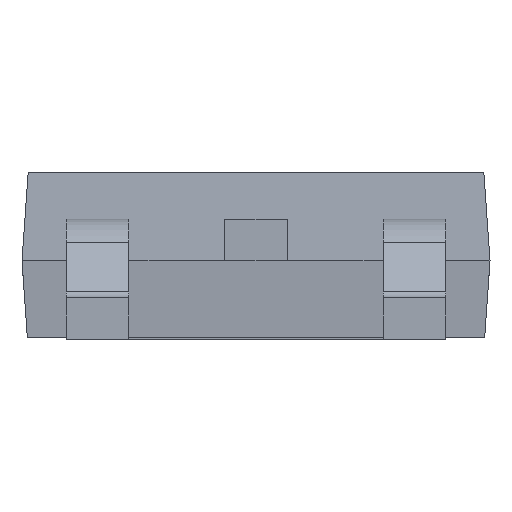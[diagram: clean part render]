
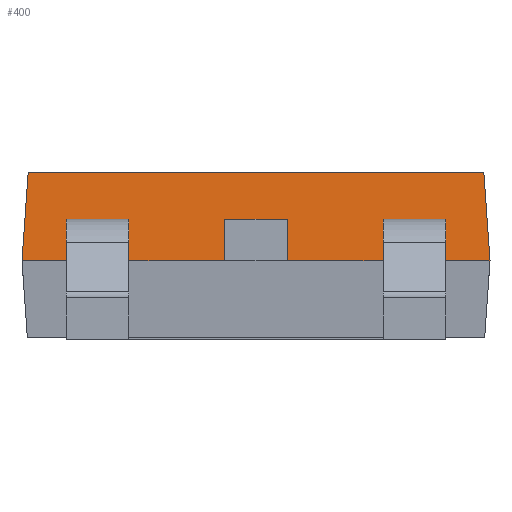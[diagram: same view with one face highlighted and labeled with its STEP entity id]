
A CAD part, front view. The second image highlights one B-rep face of the part: STEP entity #400.
In plain terms, the highlighted planar face has unit normal (0, -0.998, 0.07).
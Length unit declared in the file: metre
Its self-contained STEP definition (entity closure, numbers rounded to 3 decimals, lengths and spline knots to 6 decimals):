
#400=ADVANCED_FACE('0:210',(#939),#940,.T.);
#939=FACE_OUTER_BOUND('',#2039,.T.);
#940=PLANE('',#2040);
#2039=EDGE_LOOP('',(#4353,#4354,#4355,#4356,#4357,#4358,#4359,#4360,#4361,#4362,#4363,#4364,#4365,#4366,#4367,#4368));
#2040=AXIS2_PLACEMENT_3D('',#4369,#4370,#4371);
#4353=ORIENTED_EDGE('',*,*,#5618,.F.);
#4354=ORIENTED_EDGE('',*,*,#5614,.F.);
#4355=ORIENTED_EDGE('',*,*,#5624,.T.);
#4356=ORIENTED_EDGE('',*,*,#5737,.T.);
#4357=ORIENTED_EDGE('',*,*,#5631,.F.);
#4358=ORIENTED_EDGE('',*,*,#5644,.F.);
#4359=ORIENTED_EDGE('',*,*,#5647,.T.);
#4360=ORIENTED_EDGE('',*,*,#5735,.T.);
#4361=ORIENTED_EDGE('',*,*,#5847,.F.);
#4362=ORIENTED_EDGE('',*,*,#5518,.T.);
#4363=ORIENTED_EDGE('',*,*,#5848,.T.);
#4364=ORIENTED_EDGE('',*,*,#5741,.T.);
#4365=ORIENTED_EDGE('',*,*,#5660,.F.);
#4366=ORIENTED_EDGE('',*,*,#5673,.F.);
#4367=ORIENTED_EDGE('',*,*,#5676,.T.);
#4368=ORIENTED_EDGE('',*,*,#5739,.T.);
#4369=CARTESIAN_POINT('',(-0.003367,-0.003112,0.00113));
#4370=DIRECTION('',(0.0,-0.998,0.07));
#4371=DIRECTION('',(1.0,0.0,0.0));
#5518=EDGE_CURVE('0:630',#6380,#6388,#6390,.T.);
#5614=EDGE_CURVE('0:915',#6565,#6568,#6569,.T.);
#5618=EDGE_CURVE('0:924',#6568,#6574,#6575,.T.);
#5624=EDGE_CURVE('0:939',#6565,#6584,#6585,.T.);
#5631=EDGE_CURVE('0:957',#6594,#6597,#6598,.T.);
#5644=EDGE_CURVE('0:993',#6619,#6594,#6622,.T.);
#5647=EDGE_CURVE('0:999',#6619,#6625,#6626,.T.);
#5660=EDGE_CURVE('0:1035',#6647,#6650,#6651,.T.);
#5673=EDGE_CURVE('0:1071',#6672,#6647,#6675,.T.);
#5676=EDGE_CURVE('0:1077',#6672,#6678,#6679,.T.);
#5735=EDGE_CURVE('0:1236',#6625,#6783,#6785,.T.);
#5737=EDGE_CURVE('0:1242',#6584,#6597,#6787,.T.);
#5739=EDGE_CURVE('0:1248',#6678,#6574,#6789,.T.);
#5741=EDGE_CURVE('0:1254',#6773,#6650,#6791,.T.);
#5847=EDGE_CURVE('0:1431',#6380,#6783,#6913,.T.);
#5848=EDGE_CURVE('0:1434',#6388,#6773,#6914,.T.);
#6380=VERTEX_POINT('NONE',#8303);
#6388=VERTEX_POINT('NONE',#8313);
#6390=LINE('',#8316,#8317);
#6565=VERTEX_POINT('NONE',#9629);
#6568=VERTEX_POINT('NONE',#9633);
#6569=LINE('',#9634,#9635);
#6574=VERTEX_POINT('NONE',#9642);
#6575=LINE('',#9643,#9644);
#6584=VERTEX_POINT('NONE',#9655);
#6585=LINE('',#9656,#9657);
#6594=VERTEX_POINT('NONE',#9668);
#6597=VERTEX_POINT('NONE',#9672);
#6598=LINE('',#9673,#9674);
#6619=VERTEX_POINT('NONE',#9701);
#6622=LINE('',#9705,#9706);
#6625=VERTEX_POINT('NONE',#9710);
#6626=LINE('',#9711,#9712);
#6647=VERTEX_POINT('NONE',#9739);
#6650=VERTEX_POINT('NONE',#9743);
#6651=LINE('',#9744,#9745);
#6672=VERTEX_POINT('NONE',#9772);
#6675=LINE('',#9776,#9777);
#6678=VERTEX_POINT('NONE',#9781);
#6679=LINE('',#9782,#9783);
#6773=VERTEX_POINT('NONE',#9913);
#6783=VERTEX_POINT('NONE',#9927);
#6785=LINE('',#9930,#9931);
#6787=LINE('',#9934,#9935);
#6789=LINE('',#9938,#9939);
#6791=LINE('',#9942,#9943);
#6913=LINE('',#10122,#10123);
#6914=LINE('',#10124,#10125);
#8303=CARTESIAN_POINT('',(0.003278,-0.003023,0.0024));
#8313=CARTESIAN_POINT('',(-0.003278,-0.003023,0.0024));
#8316=CARTESIAN_POINT('',(-0.003367,-0.003023,0.0024));
#8317=VECTOR('',#12646,1.0);
#9629=CARTESIAN_POINT('',(0.00045,-0.00307,0.00173));
#9633=CARTESIAN_POINT('',(-0.00045,-0.00307,0.00173));
#9634=CARTESIAN_POINT('',(-0.00045,-0.00307,0.00173));
#9635=VECTOR('',#12703,1.0);
#9642=CARTESIAN_POINT('',(-0.00045,-0.003112,0.00113));
#9643=CARTESIAN_POINT('',(-0.00045,-0.003131,0.000862));
#9644=VECTOR('',#12706,1.);
#9655=CARTESIAN_POINT('',(0.00045,-0.003112,0.00113));
#9656=CARTESIAN_POINT('',(0.00045,-0.003131,0.000862));
#9657=VECTOR('',#12715,1.);
#9668=CARTESIAN_POINT('',(0.00183,-0.00307,0.00173));
#9672=CARTESIAN_POINT('',(0.00183,-0.003112,0.00113));
#9673=CARTESIAN_POINT('',(0.00183,-0.003131,0.000862));
#9674=VECTOR('',#12725,1.);
#9701=CARTESIAN_POINT('',(0.00273,-0.00307,0.00173));
#9705=CARTESIAN_POINT('',(0.00183,-0.00307,0.00173));
#9706=VECTOR('',#12745,1.0);
#9710=CARTESIAN_POINT('',(0.00273,-0.003112,0.00113));
#9711=CARTESIAN_POINT('',(0.00273,-0.003131,0.000862));
#9712=VECTOR('',#12747,1.);
#9739=CARTESIAN_POINT('',(-0.00273,-0.00307,0.00173));
#9743=CARTESIAN_POINT('',(-0.00273,-0.003112,0.00113));
#9744=CARTESIAN_POINT('',(-0.00273,-0.003131,0.000862));
#9745=VECTOR('',#12767,1.);
#9772=CARTESIAN_POINT('',(-0.00183,-0.00307,0.00173));
#9776=CARTESIAN_POINT('',(-0.00273,-0.00307,0.00173));
#9777=VECTOR('',#12787,1.0);
#9781=CARTESIAN_POINT('',(-0.00183,-0.003112,0.00113));
#9782=CARTESIAN_POINT('',(-0.00183,-0.003131,0.000862));
#9783=VECTOR('',#12789,1.);
#9913=CARTESIAN_POINT('',(-0.003367,-0.003112,0.00113));
#9927=CARTESIAN_POINT('',(0.003367,-0.003112,0.00113));
#9930=CARTESIAN_POINT('',(0.00329,-0.003112,0.00113));
#9931=VECTOR('',#12864,1.0);
#9934=CARTESIAN_POINT('',(0.00329,-0.003112,0.00113));
#9935=VECTOR('',#12866,1.0);
#9938=CARTESIAN_POINT('',(0.00329,-0.003112,0.00113));
#9939=VECTOR('',#12868,1.0);
#9942=CARTESIAN_POINT('',(0.00329,-0.003112,0.00113));
#9943=VECTOR('',#12870,1.0);
#10122=CARTESIAN_POINT('',(0.003367,-0.003112,0.00113));
#10123=VECTOR('',#12937,1.0);
#10124=CARTESIAN_POINT('',(-0.003367,-0.003112,0.00113));
#10125=VECTOR('',#12938,1.0);
#12646=DIRECTION('',(-1.0,0.0,0.0));
#12703=DIRECTION('',(-1.0,0.0,0.0));
#12706=DIRECTION('',(0.0,-0.07,-0.998));
#12715=DIRECTION('',(0.0,-0.07,-0.998));
#12725=DIRECTION('',(0.0,-0.07,-0.998));
#12745=DIRECTION('',(-1.0,0.0,0.0));
#12747=DIRECTION('',(0.0,-0.07,-0.998));
#12767=DIRECTION('',(0.0,-0.07,-0.998));
#12787=DIRECTION('',(-1.0,0.0,0.0));
#12789=DIRECTION('',(0.0,-0.07,-0.998));
#12864=DIRECTION('',(1.0,0.0,0.0));
#12866=DIRECTION('',(1.0,0.0,0.0));
#12868=DIRECTION('',(1.0,0.0,0.0));
#12870=DIRECTION('',(1.0,0.0,0.0));
#12937=DIRECTION('',(0.07,-0.07,-0.995));
#12938=DIRECTION('',(-0.07,-0.07,-0.995));
